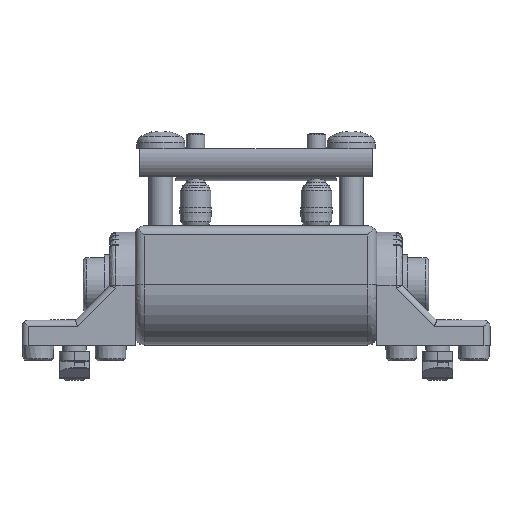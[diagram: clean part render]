
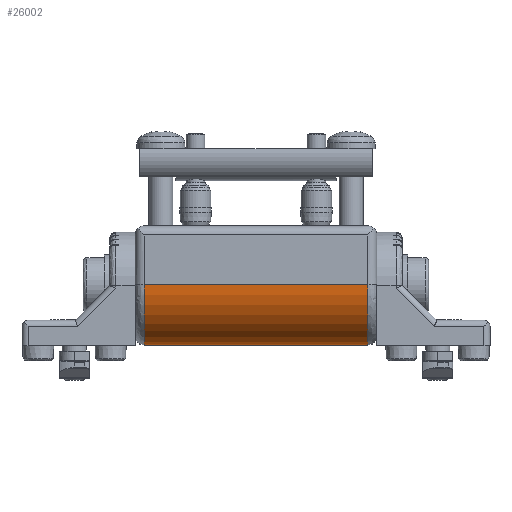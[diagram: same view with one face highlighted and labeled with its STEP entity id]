
A CAD part, front view. The second image highlights one B-rep face of the part: STEP entity #26002.
In plain terms, the highlighted cylindrical face has radius 20 mm (diameter 40 mm), a partial arc.
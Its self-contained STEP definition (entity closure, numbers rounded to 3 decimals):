
#793 = AXIS2_PLACEMENT_3D ( 'NONE', #10457, #8003, #45826 ) ;
#1576 = CYLINDRICAL_SURFACE ( 'NONE', #34059, 20. ) ;
#2435 = DIRECTION ( 'NONE',  ( -1., 0., 0. ) ) ;
#5023 = EDGE_CURVE ( 'NONE', #16052, #6948, #25836, .T. ) ;
#6519 = CIRCLE ( 'NONE', #30697, 20. ) ;
#6948 = VERTEX_POINT ( 'NONE', #32774 ) ;
#8003 = DIRECTION ( 'NONE',  ( 1., 0., 0. ) ) ;
#10457 = CARTESIAN_POINT ( 'NONE',  ( -37., 0., 0. ) ) ;
#10501 = EDGE_LOOP ( 'NONE', ( #39820, #24505, #12860, #27935 ) ) ;
#10571 = DIRECTION ( 'NONE',  ( 0., 0., 1. ) ) ;
#11767 = LINE ( 'NONE', #31429, #14129 ) ;
#12860 = ORIENTED_EDGE ( 'NONE', *, *, #5023, .T. ) ;
#13847 = EDGE_CURVE ( 'NONE', #44346, #16052, #11767, .T. ) ;
#14129 = VECTOR ( 'NONE', #42013, 1000. ) ;
#16052 = VERTEX_POINT ( 'NONE', #35635 ) ;
#18605 = FACE_OUTER_BOUND ( 'NONE', #10501, .T. ) ;
#21735 = EDGE_CURVE ( 'NONE', #25822, #44346, #6519, .T. ) ;
#22463 = CARTESIAN_POINT ( 'NONE',  ( -40., 0., 0. ) ) ;
#23478 = EDGE_CURVE ( 'NONE', #6948, #25822, #36014, .T. ) ;
#23757 = DIRECTION ( 'NONE',  ( 1., 0., 0. ) ) ;
#24505 = ORIENTED_EDGE ( 'NONE', *, *, #13847, .T. ) ;
#25822 = VERTEX_POINT ( 'NONE', #28195 ) ;
#25836 = CIRCLE ( 'NONE', #793, 20. ) ;
#26002 = ADVANCED_FACE ( 'NONE', ( #18605 ), #1576, .T. ) ;
#27730 = VECTOR ( 'NONE', #23757, 1000. ) ;
#27935 = ORIENTED_EDGE ( 'NONE', *, *, #23478, .T. ) ;
#28195 = CARTESIAN_POINT ( 'NONE',  ( 37., 20., 0. ) ) ;
#28748 = CARTESIAN_POINT ( 'NONE',  ( 37., -20., 0. ) ) ;
#30697 = AXIS2_PLACEMENT_3D ( 'NONE', #47010, #2435, #39911 ) ;
#31429 = CARTESIAN_POINT ( 'NONE',  ( -40., -20., 0. ) ) ;
#32774 = CARTESIAN_POINT ( 'NONE',  ( -37., 20., 0. ) ) ;
#34059 = AXIS2_PLACEMENT_3D ( 'NONE', #22463, #48881, #10571 ) ;
#35635 = CARTESIAN_POINT ( 'NONE',  ( -37., -20., 0. ) ) ;
#36014 = LINE ( 'NONE', #46267, #27730 ) ;
#39820 = ORIENTED_EDGE ( 'NONE', *, *, #21735, .T. ) ;
#39911 = DIRECTION ( 'NONE',  ( 0., 0., 1. ) ) ;
#42013 = DIRECTION ( 'NONE',  ( -1., 0., 0. ) ) ;
#44346 = VERTEX_POINT ( 'NONE', #28748 ) ;
#45826 = DIRECTION ( 'NONE',  ( 0., 0., 1. ) ) ;
#46267 = CARTESIAN_POINT ( 'NONE',  ( -40., 20., 0. ) ) ;
#47010 = CARTESIAN_POINT ( 'NONE',  ( 37., 0., 0. ) ) ;
#48881 = DIRECTION ( 'NONE',  ( -1., 0., 0. ) ) ;
